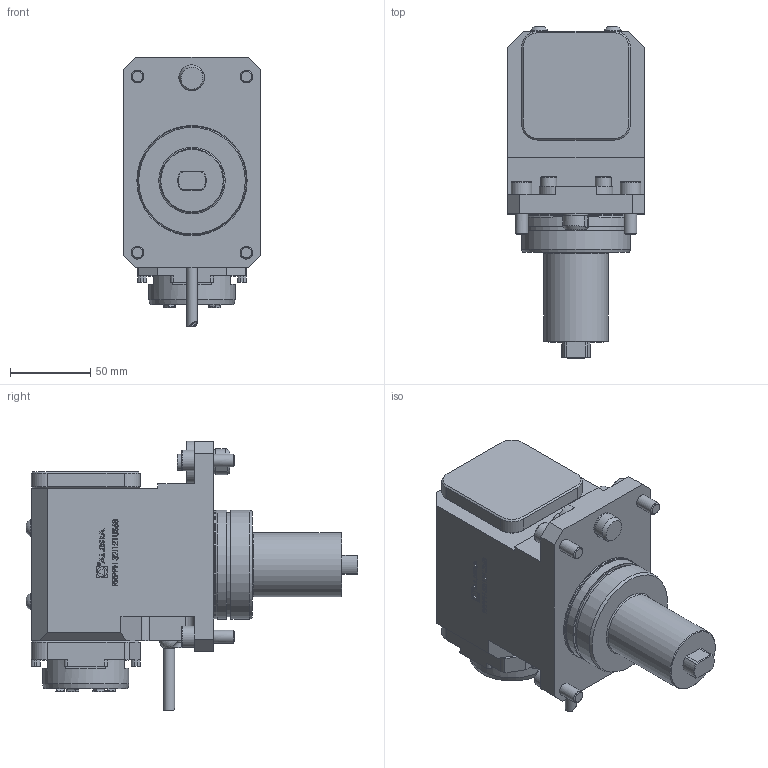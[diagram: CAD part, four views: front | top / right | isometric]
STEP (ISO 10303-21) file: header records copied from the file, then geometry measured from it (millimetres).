
FILE_DESCRIPTION (( 'STEP AP214' ), '1' );
FILE_NAME ('RRPPH32I121US68.STEP', '2026-01-14T09:19:42', ( '' ), ( '' ), 'SwSTEP 2.0', 'SolidWorks 2023', '' );
FILE_SCHEMA (( 'AUTOMOTIVE_DESIGN' ));
Length unit declared in the file: millimetre
Products named in the file (1): RRPPH32I121US68
Bounding box: 85 x 207.3 x 168.2 mm (x, y, z)
Volume: 1259864.8 mm3; surface area: 105383.8 mm2
Topology: 10 solids, 10 shells, 776 faces, 1956 edges, 1287 vertices
Faces by surface type: plane 399, bspline 189, cylinder 121, cone 40, torus 21, sphere 6
Full cylindrical faces by diameter (mm): 1.7 x1, 2.1 x1, 4 x2, 6 x3, 6.366 x1, 7 x2, 8 x8, 10 x4, 10.5 x4, 11.57 x1, 13 x8, 15.2 x1, 27 x1, 33.448 x1, 37.5 x1, 40 x2, 54 x1, 62.907 x1, 65 x1, 67.601 x1, 68 x2
Entity records: 35389 total; most frequent: CARTESIAN_POINT 14957, ORIENTED_EDGE 3646, DIRECTION 2906, EDGE_CURVE 1823, VERTEX_POINT 1250, AXIS2_PLACEMENT_3D 969, LINE 968, VECTOR 968
